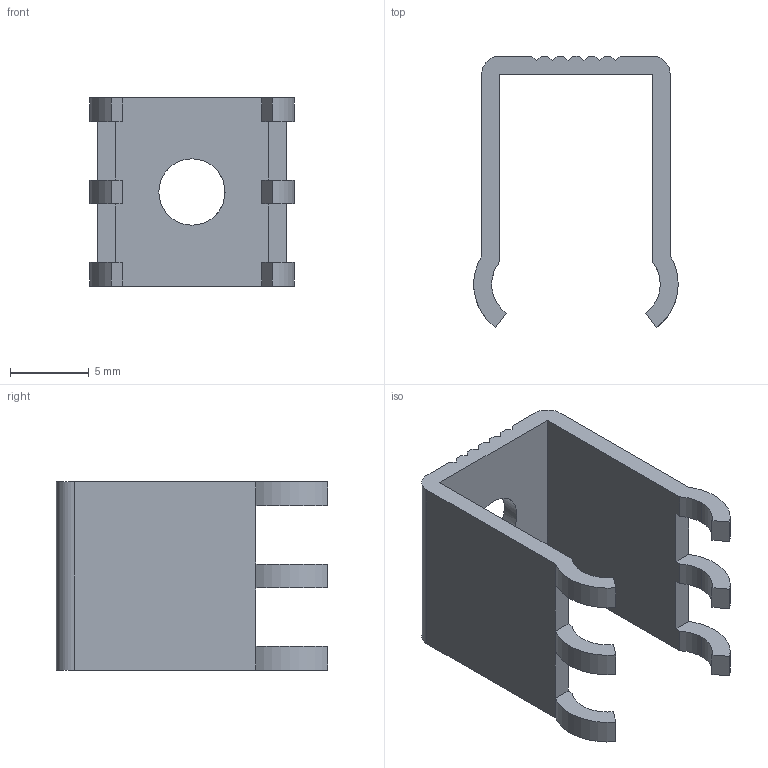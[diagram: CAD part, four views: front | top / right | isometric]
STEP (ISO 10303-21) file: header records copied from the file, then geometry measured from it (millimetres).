
FILE_DESCRIPTION (( 'STEP AP214' ), '1' );
FILE_NAME ('PowerTap7807.STEP', '2015-10-29T18:42:21', ( '' ), ( '' ), 'SwSTEP 2.0', 'SolidWorks 2015', '' );
FILE_SCHEMA (( 'AUTOMOTIVE_DESIGN' ));
Length unit declared in the file: millimetre
Products named in the file (1): PowerTap7807
Bounding box: 12.95 x 17.2 x 11.94 mm (x, y, z)
Volume: 495.7 mm3; surface area: 1074.4 mm2
Topology: 1 solids, 1 shells, 77 faces, 220 edges, 144 vertices
Faces by surface type: plane 55, cylinder 22
Entity records: 2562 total; most frequent: CARTESIAN_POINT 490, ORIENTED_EDGE 440, DIRECTION 412, EDGE_CURVE 220, LINE 152, VECTOR 152, VERTEX_POINT 144, AXIS2_PLACEMENT_3D 130
